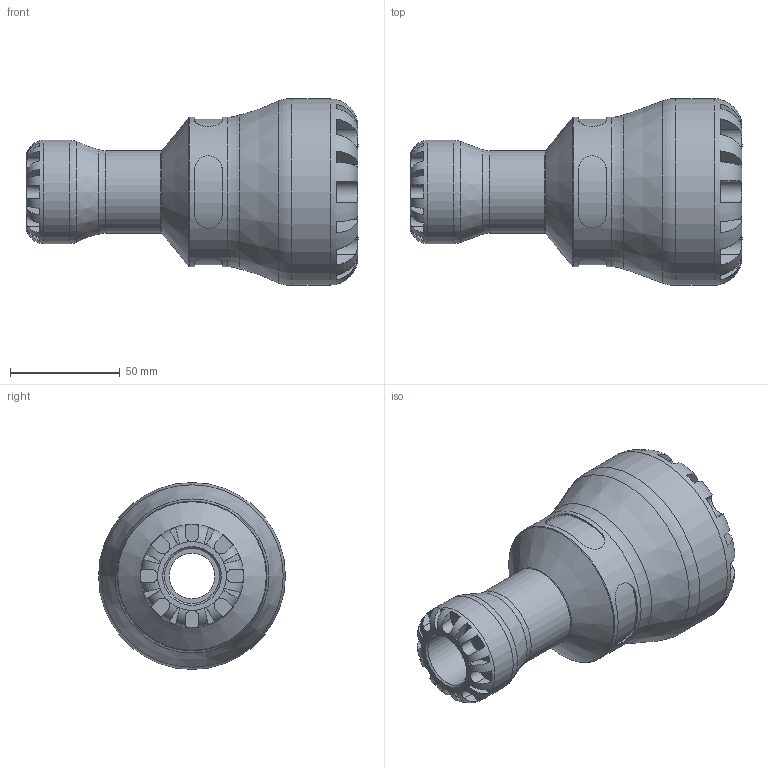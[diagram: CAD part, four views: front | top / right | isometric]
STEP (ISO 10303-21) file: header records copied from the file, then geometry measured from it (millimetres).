
FILE_DESCRIPTION(/* description */ ('PLASSON REDUCING COUPLING 50X25 SERIES 1'),/* implementation_level */ '2;1');
FILE_NAME(/* name */ '101100050025_191100050025.ipt.stp',/* time_stamp */ '2017-01-17T12:32:59+02:00',/* author */ ('KIM'),/* organization */ (''),/* preprocessor_version */ 'ST-DEVELOPER v15.6',/* originating_system */ 'Autodesk Inventor 2015',/* authorisation */ '');
FILE_SCHEMA (('AUTOMOTIVE_DESIGN { 1 0 10303 214 3 1 1 }'));
Length unit declared in the file: millimetre
Products named in the file (1): 101100050025_191100050025
Bounding box: 151 x 85 x 85 mm (x, y, z)
Volume: 264186.8 mm3; surface area: 57235.6 mm2
Topology: 1 solids, 1 shells, 172 faces, 431 edges, 266 vertices
Faces by surface type: plane 108, cylinder 50, torus 8, cone 6
Full cylindrical faces by diameter (mm): 25 x1, 37.6 x1, 47 x1, 50 x1, 68 x1, 85 x1
Entity records: 6490 total; most frequent: CARTESIAN_POINT 2403, ORIENTED_EDGE 812, DIRECTION 790, EDGE_CURVE 406, AXIS2_PLACEMENT_3D 323, VERTEX_POINT 262, EDGE_LOOP 200, STYLED_ITEM 173
